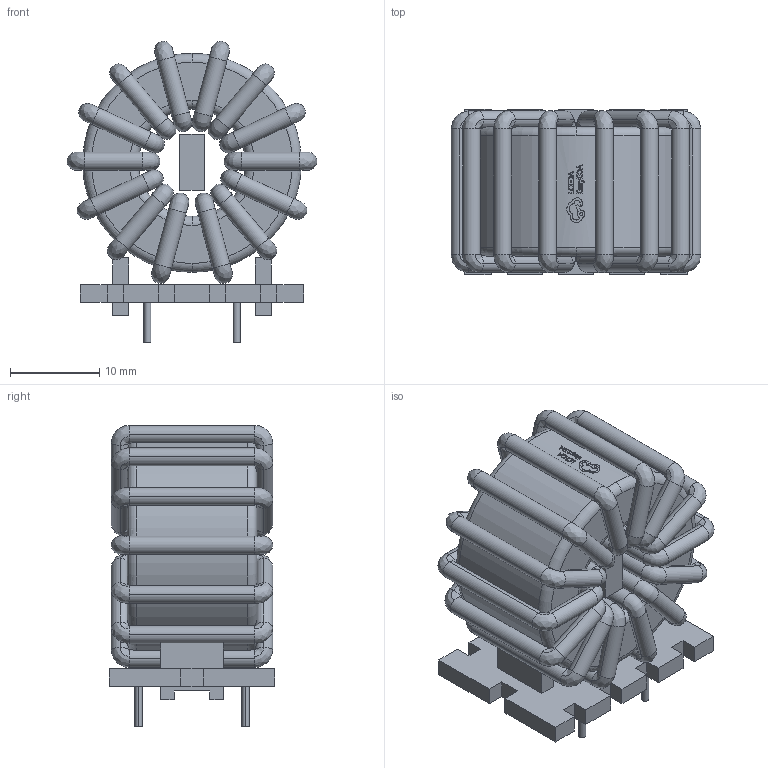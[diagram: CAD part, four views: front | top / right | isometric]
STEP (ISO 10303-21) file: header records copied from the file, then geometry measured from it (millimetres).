
FILE_DESCRIPTION (( 'STEP AP214' ), '1' );
FILE_NAME ('PDMCAT221413.STEP', '2025-10-11T10:38:20', ( '' ), ( '' ), 'SwSTEP 2.0', 'SolidWorks 2020', '' );
FILE_SCHEMA (( 'AUTOMOTIVE_DESIGN' ));
Length unit declared in the file: millimetre
Products named in the file (1): PDMCAT221413
Bounding box: 28 x 18.5 x 33.74 mm (x, y, z)
Volume: 8321.8 mm3; surface area: 7116 mm2
Topology: 3 solids, 3 shells, 714 faces, 2052 edges, 1310 vertices
Faces by surface type: plane 247, bspline 247, cylinder 212, torus 8
Entity records: 33696 total; most frequent: CARTESIAN_POINT 12668, ORIENTED_EDGE 4104, DIRECTION 2972, EDGE_CURVE 2052, VERTEX_POINT 1310, AXIS2_PLACEMENT_3D 1102, EDGE_LOOP 786, VECTOR 768
